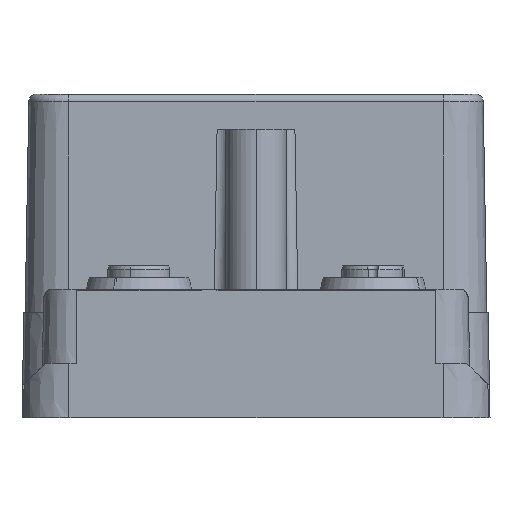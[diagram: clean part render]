
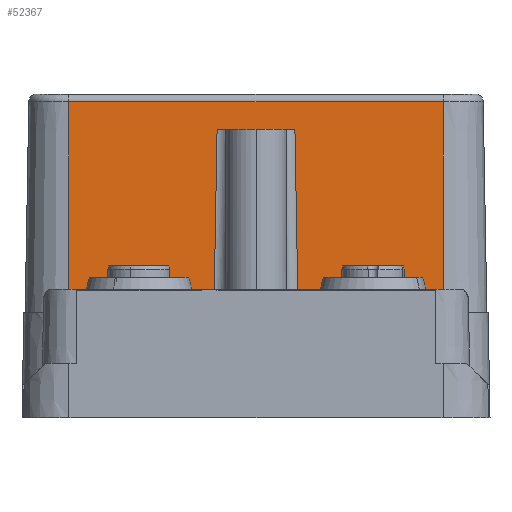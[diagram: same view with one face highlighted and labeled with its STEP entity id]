
A CAD part, front view. The second image highlights one B-rep face of the part: STEP entity #52367.
In plain terms, the highlighted planar face has unit normal (0, -1, 0.018).
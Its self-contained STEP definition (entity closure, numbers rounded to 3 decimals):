
#52310=AXIS2_PLACEMENT_3D('Plane Axis2P3D',#52307,#52308,#52309) ;
#50781=CARTESIAN_POINT('Vertex',(54.,55.6,13.5)) ;
#50784=CARTESIAN_POINT('Line Origine',(44.7,55.6,13.5)) ;
#50788=CARTESIAN_POINT('Vertex',(35.4,55.6,13.5)) ;
#50854=CARTESIAN_POINT('Vertex',(24.6,55.6,13.5)) ;
#50857=CARTESIAN_POINT('Line Origine',(15.3,55.6,13.5)) ;
#50861=CARTESIAN_POINT('Vertex',(6.,55.6,13.5)) ;
#52288=CARTESIAN_POINT('Line Origine',(54.,55.844,27.5)) ;
#52292=CARTESIAN_POINT('Vertex',(54.,56.072,40.517)) ;
#52307=CARTESIAN_POINT('Axis2P3D Location',(59.6,55.6,13.5)) ;
#52312=CARTESIAN_POINT('Line Origine',(30.,56.072,40.517)) ;
#52316=CARTESIAN_POINT('Vertex',(6.,56.072,40.517)) ;
#52319=CARTESIAN_POINT('Line Origine',(6.,55.844,27.5)) ;
#52325=CARTESIAN_POINT('Control Point',(25.01,56.01,37.)) ;
#52326=CARTESIAN_POINT('Control Point',(24.6,55.6,13.5)) ;
#52327=CARTESIAN_POINT('Vertex',(25.01,56.01,37.)) ;
#52330=CARTESIAN_POINT('Line Origine',(30.,56.01,37.)) ;
#52334=CARTESIAN_POINT('Vertex',(26.51,56.01,37.)) ;
#52337=CARTESIAN_POINT('Line Origine',(30.,56.01,37.)) ;
#52341=CARTESIAN_POINT('Vertex',(33.49,56.01,37.)) ;
#52344=CARTESIAN_POINT('Line Origine',(30.,56.01,37.)) ;
#52348=CARTESIAN_POINT('Vertex',(34.99,56.01,37.)) ;
#52352=CARTESIAN_POINT('Control Point',(34.99,56.01,37.)) ;
#52353=CARTESIAN_POINT('Control Point',(35.4,55.6,13.5)) ;
#50785=DIRECTION('Vector Direction',(-1.,0.,0.)) ;
#50858=DIRECTION('Vector Direction',(-1.,0.,0.)) ;
#52289=DIRECTION('Vector Direction',(0.,-0.017,-1.)) ;
#52308=DIRECTION('Axis2P3D Direction',(0.,-1.,0.017)) ;
#52309=DIRECTION('Axis2P3D XDirection',(-1.,0.,0.)) ;
#52313=DIRECTION('Vector Direction',(-1.,0.,0.)) ;
#52320=DIRECTION('Vector Direction',(0.,-0.017,-1.)) ;
#52331=DIRECTION('Vector Direction',(-1.,0.,0.)) ;
#52338=DIRECTION('Vector Direction',(-1.,0.,0.)) ;
#52345=DIRECTION('Vector Direction',(-1.,0.,0.)) ;
#50786=VECTOR('Line Direction',#50785,1.) ;
#50859=VECTOR('Line Direction',#50858,1.) ;
#52290=VECTOR('Line Direction',#52289,1.) ;
#52314=VECTOR('Line Direction',#52313,1.) ;
#52321=VECTOR('Line Direction',#52320,1.) ;
#52332=VECTOR('Line Direction',#52331,1.) ;
#52339=VECTOR('Line Direction',#52338,1.) ;
#52346=VECTOR('Line Direction',#52345,1.) ;
#52356=ORIENTED_EDGE('',*,*,#50790,.F.) ;
#52357=ORIENTED_EDGE('',*,*,#52294,.T.) ;
#52358=ORIENTED_EDGE('',*,*,#52318,.F.) ;
#52359=ORIENTED_EDGE('',*,*,#52323,.F.) ;
#52360=ORIENTED_EDGE('',*,*,#50863,.F.) ;
#52361=ORIENTED_EDGE('',*,*,#52329,.F.) ;
#52362=ORIENTED_EDGE('',*,*,#52336,.T.) ;
#52363=ORIENTED_EDGE('',*,*,#52343,.T.) ;
#52364=ORIENTED_EDGE('',*,*,#52350,.T.) ;
#52365=ORIENTED_EDGE('',*,*,#52354,.T.) ;
#52367=ADVANCED_FACE('327588.1\\Haube.1\\Haube',(#52366),#52311,.T.) ;
#52324=B_SPLINE_CURVE_WITH_KNOTS('',1,(#52325,#52326),.UNSPECIFIED.,.F.,.U.,(2,2),(-9.994,13.513),.UNSPECIFIED.) ;
#52351=B_SPLINE_CURVE_WITH_KNOTS('',1,(#52352,#52353),.UNSPECIFIED.,.F.,.U.,(2,2),(-9.994,13.513),.UNSPECIFIED.) ;
#50790=EDGE_CURVE('',#50782,#50789,#50787,.T.) ;
#50863=EDGE_CURVE('',#50855,#50862,#50860,.T.) ;
#52294=EDGE_CURVE('',#50782,#52293,#52291,.F.) ;
#52318=EDGE_CURVE('',#52317,#52293,#52315,.F.) ;
#52323=EDGE_CURVE('',#50862,#52317,#52322,.F.) ;
#52329=EDGE_CURVE('',#52328,#50855,#52324,.T.) ;
#52336=EDGE_CURVE('',#52328,#52335,#52333,.F.) ;
#52343=EDGE_CURVE('',#52335,#52342,#52340,.F.) ;
#52350=EDGE_CURVE('',#52342,#52349,#52347,.F.) ;
#52354=EDGE_CURVE('',#52349,#50789,#52351,.T.) ;
#52355=EDGE_LOOP('',(#52356,#52357,#52358,#52359,#52360,#52361,#52362,#52363,#52364,#52365)) ;
#52366=FACE_OUTER_BOUND('',#52355,.T.) ;
#50787=LINE('Line',#50784,#50786) ;
#50860=LINE('Line',#50857,#50859) ;
#52291=LINE('Line',#52288,#52290) ;
#52315=LINE('Line',#52312,#52314) ;
#52322=LINE('Line',#52319,#52321) ;
#52333=LINE('Line',#52330,#52332) ;
#52340=LINE('Line',#52337,#52339) ;
#52347=LINE('Line',#52344,#52346) ;
#52311=PLANE('',#52310) ;
#50782=VERTEX_POINT('',#50781) ;
#50789=VERTEX_POINT('',#50788) ;
#50855=VERTEX_POINT('',#50854) ;
#50862=VERTEX_POINT('',#50861) ;
#52293=VERTEX_POINT('',#52292) ;
#52317=VERTEX_POINT('',#52316) ;
#52328=VERTEX_POINT('',#52327) ;
#52335=VERTEX_POINT('',#52334) ;
#52342=VERTEX_POINT('',#52341) ;
#52349=VERTEX_POINT('',#52348) ;
